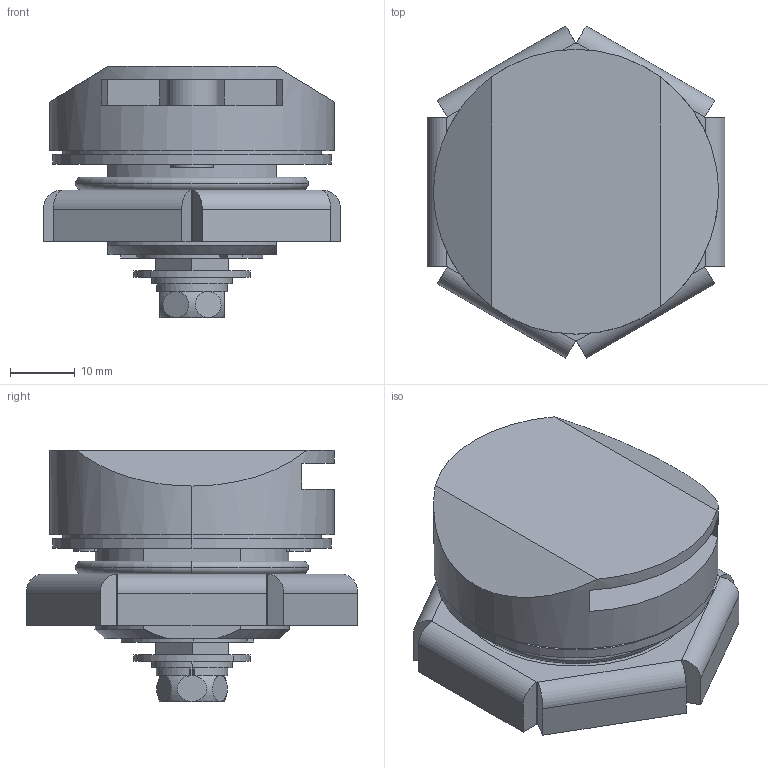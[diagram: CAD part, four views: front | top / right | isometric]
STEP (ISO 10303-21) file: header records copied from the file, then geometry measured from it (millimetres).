
FILE_DESCRIPTION (( 'STEP AP203' ), '1' );
FILE_NAME ('A-1312-2.STEP', '2018-03-15T07:54:46', ( '' ), ( '' ), 'SwSTEP 2.0', 'SolidWorks 2014', '' );
FILE_SCHEMA (( 'CONFIG_CONTROL_DESIGN' ));
Length unit declared in the file: millimetre
Products named in the file (12): A-1312-2_リングワッシャー; 暯儚僢僔儍乕M6暲娵_M6-冇12.5亊冇6.2亊t1; A-1312-2_ベース; A-1312-2_角ワッシャー; 廫帤寠晅偒榋妏儃儖僩M6_M6亊10; 十字穴付き六角ボルトM6（SW･平W付）; A-1312-2_パッキン_; A-1312取付ナット_; スプリングワッシャーM6_JIS B 1251 No.2 6; A-1312-2_本体; A-1312-2; A-1312-2_カム
Assembly tree (11 placements, depth 3):
  A-1312-2
    A-1312-2_本体
    A-1312-2_ベース
    A-1312-2_パッキン_
    A-1312-2_カム
    A-1312-2_角ワッシャー
    A-1312取付ナット_
    A-1312-2_リングワッシャー
    十字穴付き六角ボルトM6（SW･平W付）
      廫帤寠晅偒榋妏儃儖僩M6_M6亊10
      スプリングワッシャーM6_JIS B 1251 No.2 6
      暯儚僢僔儍乕M6暲娵_M6-冇12.5亊冇6.2亊t1
Bounding box: 46 x 51.28 x 38.8 mm (x, y, z)
Volume: 33322.4 mm3; surface area: 24001.1 mm2
Topology: 10 solids, 10 shells, 220 faces, 499 edges, 316 vertices
Faces by surface type: plane 116, cylinder 88, torus 12, cone 4
Entity records: 7813 total; most frequent: CARTESIAN_POINT 1414, DIRECTION 1161, ORIENTED_EDGE 998, EDGE_CURVE 499, AXIS2_PLACEMENT_3D 447, VERTEX_POINT 316, LINE 267, VECTOR 267
